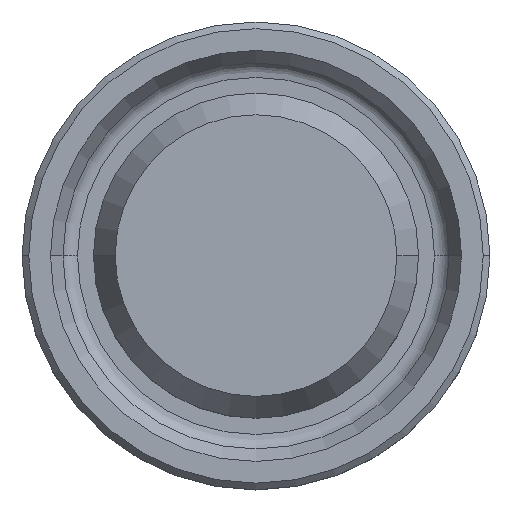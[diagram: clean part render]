
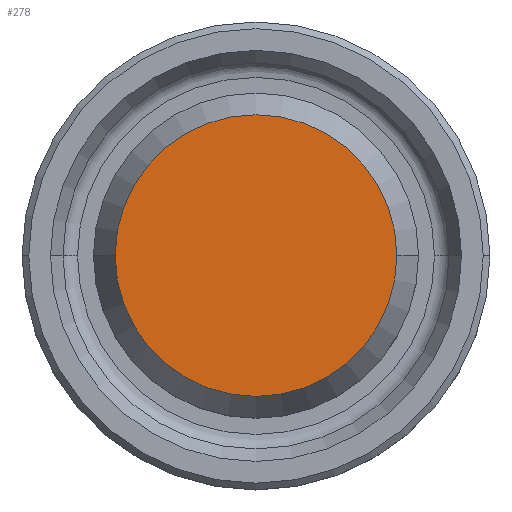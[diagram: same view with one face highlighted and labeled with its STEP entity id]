
A CAD part, top view. The second image highlights one B-rep face of the part: STEP entity #278.
In plain terms, the highlighted planar face has unit normal (0, 0, 1).
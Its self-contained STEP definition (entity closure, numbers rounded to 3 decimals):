
#23=PLANE('',#623);
#56=FACE_OUTER_BOUND('',#91,.F.);
#91=EDGE_LOOP('',(#168,#169));
#168=ORIENTED_EDGE('',*,*,#478,.F.);
#169=ORIENTED_EDGE('',*,*,#477,.F.);
#278=ADVANCED_FACE('',(#56),#23,.T.);
#423=CIRCLE('',#605,4.214);
#424=CIRCLE('',#606,4.214);
#477=EDGE_CURVE('',#505,#504,#423,.T.);
#478=EDGE_CURVE('',#504,#505,#424,.T.);
#504=VERTEX_POINT('',#829);
#505=VERTEX_POINT('',#830);
#605=AXIS2_PLACEMENT_3D('',#965,#720,#721);
#606=AXIS2_PLACEMENT_3D('',#966,#722,#723);
#623=AXIS2_PLACEMENT_3D('',#1003,#776,#777);
#720=DIRECTION('',(0.,0.,1.));
#721=DIRECTION('',(-1.,0.,0.));
#722=DIRECTION('',(0.,0.,1.));
#723=DIRECTION('',(1.,0.,0.));
#776=DIRECTION('',(0.,0.,1.));
#777=DIRECTION('',(1.,0.,0.));
#829=CARTESIAN_POINT('',(4.214,0.,0.));
#830=CARTESIAN_POINT('',(-4.214,0.,0.));
#965=CARTESIAN_POINT('',(0.,0.,0.));
#966=CARTESIAN_POINT('',(0.,0.,0.));
#1003=CARTESIAN_POINT('',(-4.635,-4.593,0.));
